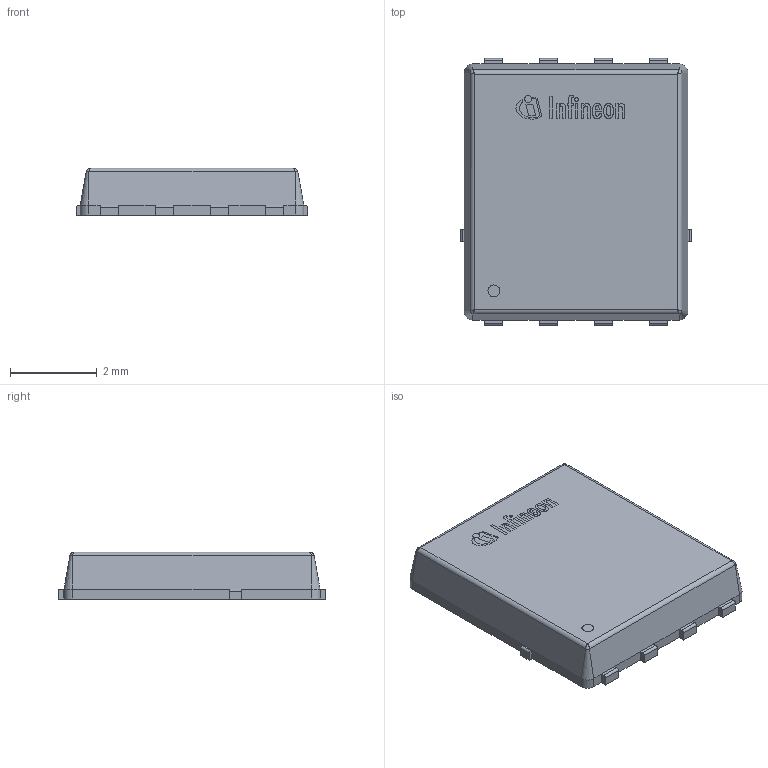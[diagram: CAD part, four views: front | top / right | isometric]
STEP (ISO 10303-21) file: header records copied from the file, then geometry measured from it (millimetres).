
FILE_DESCRIPTION (( 'STEP AP214' ), '1' );
FILE_NAME ('ISC019N03L5SATMA1.STEP', '2024-09-03T17:21:55', ( '' ), ( '' ), 'SwSTEP 2.0', 'SolidWorks 2016', '' );
FILE_SCHEMA (( 'AUTOMOTIVE_DESIGN' ));
Length unit declared in the file: millimetre
Products named in the file (4): Infineon Logo Adjustable; 2; 1; ISC019N03L5SATMA1
Assembly tree (3 placements, depth 2):
  ISC019N03L5SATMA1
    1
    2
    Infineon Logo Adjustable
Bounding box: 5.32 x 6.15 x 1.1 mm (x, y, z)
Volume: 31.8 mm3; surface area: 129.3 mm2
Topology: 6 solids, 19 shells, 362 faces, 942 edges, 612 vertices
Faces by surface type: plane 190, cylinder 164, bspline 4, cone 4
Entity records: 15459 total; most frequent: CARTESIAN_POINT 2063, DIRECTION 1976, ORIENTED_EDGE 1872, EDGE_CURVE 938, AXIS2_PLACEMENT_3D 685, VERTEX_POINT 612, VECTOR 606, LINE 606
